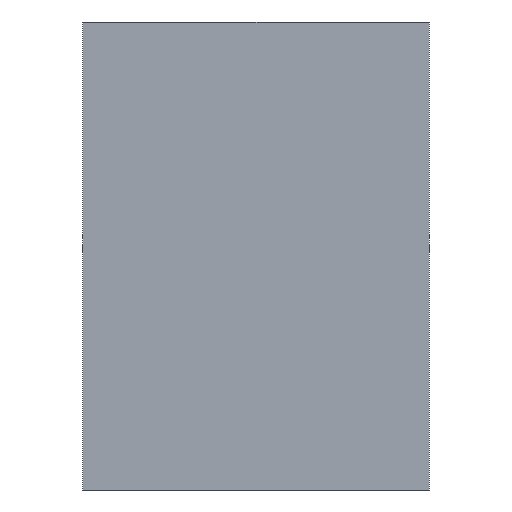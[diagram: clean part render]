
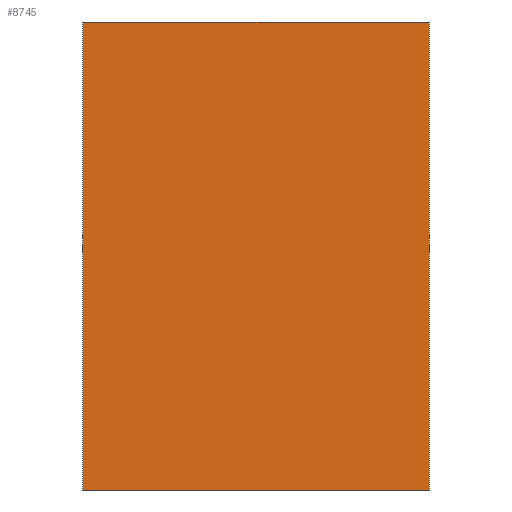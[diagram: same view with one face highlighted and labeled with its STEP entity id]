
A CAD part, left-side view. The second image highlights one B-rep face of the part: STEP entity #8745.
In plain terms, the highlighted planar face has unit normal (-1, 0, 0).
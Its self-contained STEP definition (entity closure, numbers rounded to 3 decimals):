
#8689=CARTESIAN_POINT('',(0.0,0.0,100.0));
#8690=VERTEX_POINT('',#8689);
#8697=CARTESIAN_POINT('',(0.0,0.0,0.0));
#8698=VERTEX_POINT('',#8697);
#8699=CARTESIAN_POINT('',(0.0,0.0,0.0));
#8700=DIRECTION('',(0.0,0.0,1.0));
#8701=VECTOR('',#8700,100.0);
#8702=LINE('',#8699,#8701);
#8703=EDGE_CURVE('',#8698,#8690,#8702,.T.);
#8715=CARTESIAN_POINT('',(0.0,0.0,0.0));
#8716=DIRECTION('',(-1.0,0.0,0.0));
#8717=DIRECTION('',(0.0,0.0,1.0));
#8718=AXIS2_PLACEMENT_3D('',#8715,#8716,#8717);
#8719=PLANE('',#8718);
#8720=CARTESIAN_POINT('',(0.,74.0,100.0));
#8721=VERTEX_POINT('',#8720);
#8722=CARTESIAN_POINT('',(0.0,0.0,100.0));
#8723=DIRECTION('',(0.0,1.0,0.0));
#8724=VECTOR('',#8723,74.0);
#8725=LINE('',#8722,#8724);
#8726=EDGE_CURVE('',#8690,#8721,#8725,.T.);
#8727=ORIENTED_EDGE('',*,*,#8726,.T.);
#8728=CARTESIAN_POINT('',(0.,74.0,0.0));
#8729=VERTEX_POINT('',#8728);
#8730=CARTESIAN_POINT('',(0.,74.0,0.0));
#8731=DIRECTION('',(0.0,0.0,1.0));
#8732=VECTOR('',#8731,100.0);
#8733=LINE('',#8730,#8732);
#8734=EDGE_CURVE('',#8729,#8721,#8733,.T.);
#8735=ORIENTED_EDGE('',*,*,#8734,.F.);
#8736=CARTESIAN_POINT('',(0.,74.0,0.0));
#8737=DIRECTION('',(0.0,-1.0,0.0));
#8738=VECTOR('',#8737,74.0);
#8739=LINE('',#8736,#8738);
#8740=EDGE_CURVE('',#8729,#8698,#8739,.T.);
#8741=ORIENTED_EDGE('',*,*,#8740,.T.);
#8742=ORIENTED_EDGE('',*,*,#8703,.T.);
#8743=EDGE_LOOP('',(#8727,#8735,#8741,#8742));
#8744=FACE_OUTER_BOUND('',#8743,.T.);
#8745=ADVANCED_FACE('',(#8744),#8719,.T.);
